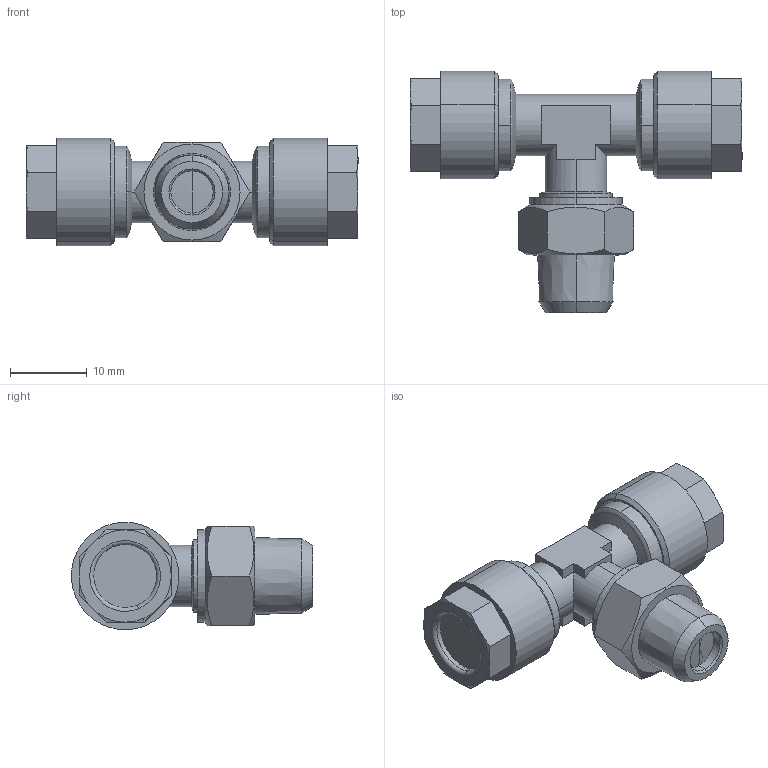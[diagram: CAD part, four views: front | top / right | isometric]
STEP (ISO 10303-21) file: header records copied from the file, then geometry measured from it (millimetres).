
FILE_DESCRIPTION(( 'MC.41.08.18.step' ), '1');
FILE_NAME( 'MC.41.08.18.step', '2018-11-09T15:45:17',( 'Sopra'),('sopra-pneumatic.com'), 'SwSTEP 2.0','SolidWorks 2009','' );
FILE_SCHEMA (( 'AUTOMOTIVE_DESIGN' ));
Length unit declared in the file: millimetre
Products named in the file (1): 0121000003
Bounding box: 43.2 x 31.39 x 13.99 mm (x, y, z)
Volume: 6321.6 mm3; surface area: 3057.8 mm2
Topology: 1 solids, 1 shells, 131 faces, 307 edges, 185 vertices
Faces by surface type: plane 51, cone 46, cylinder 24, torus 10
Entity records: 5300 total; most frequent: CARTESIAN_POINT 858, DIRECTION 635, ORIENTED_EDGE 610, EDGE_CURVE 305, AXIS2_PLACEMENT_3D 250, VERTEX_POINT 185, EDGE_LOOP 140, LINE 135
